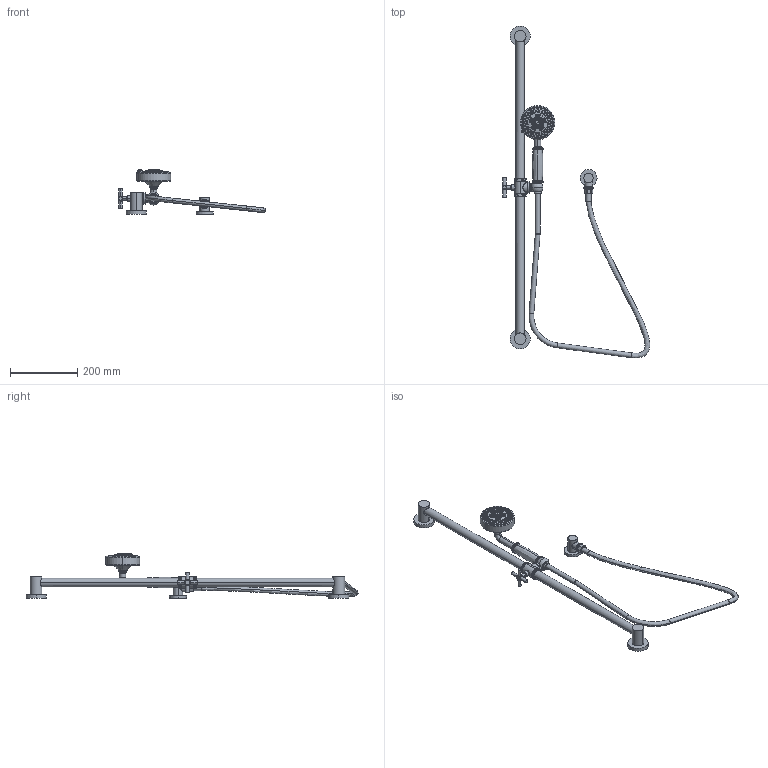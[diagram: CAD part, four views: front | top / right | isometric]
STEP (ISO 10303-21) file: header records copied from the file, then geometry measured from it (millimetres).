
FILE_DESCRIPTION((''),'2;1');
FILE_NAME('280F','2020-12-10T16:49:14',('jinson.thomas'),(''),'CREO PARAMETRIC BY PTC INC, 2018400','CREO PARAMETRIC BY PTC INC, 2018400','');
FILE_SCHEMA(('CONFIG_CONTROL_DESIGN'));
Products named in the file (1): 280F
Bounding box: 439 x 989.12 x 134.2 mm (x, y, z)
Volume: 1293876 mm3; surface area: 228898.8 mm2
Topology: 1 solids, 1 shells, 1283 faces, 2736 edges, 1638 vertices
Faces by surface type: torus 370, cone 308, cylinder 274, plane 177, bspline 90, sphere 64
Entity records: 55487 total; most frequent: CARTESIAN_POINT 28082, DIRECTION 5987, ORIENTED_EDGE 5458, EDGE_CURVE 2729, AXIS2_PLACEMENT_3D 2669, VERTEX_POINT 1638, EDGE_LOOP 1477, CIRCLE 1476
